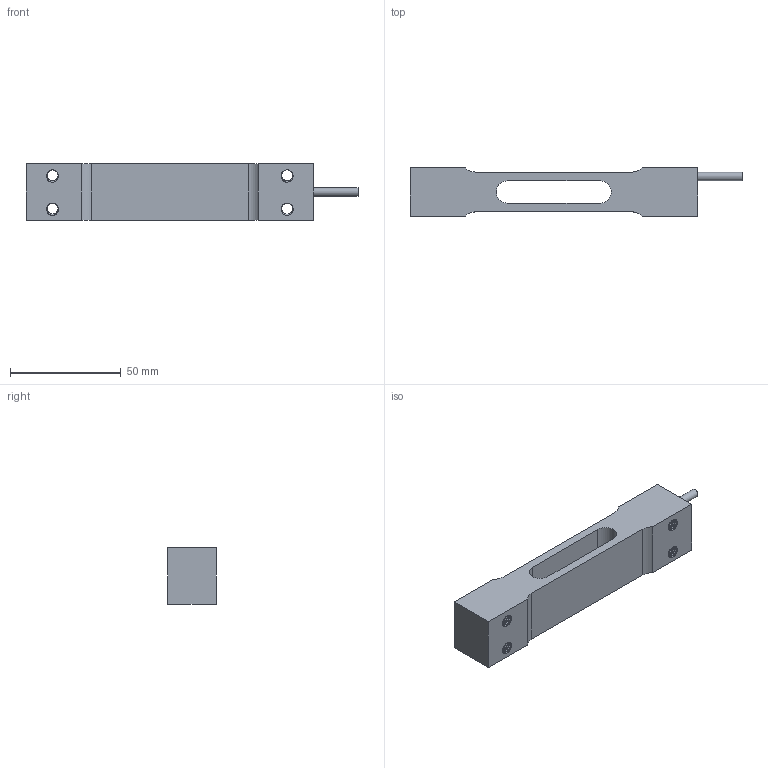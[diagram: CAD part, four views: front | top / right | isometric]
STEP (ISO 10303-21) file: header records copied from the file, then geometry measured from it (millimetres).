
FILE_DESCRIPTION(/* description */ (''),/* implementation_level */ '2;1');
FILE_NAME(/* name */ '108BA-(3-30)kg v1.step',/* time_stamp */ '2020-01-27T14:22:54-08:00',/* author */ (''),/* organization */ (''),/* preprocessor_version */ 'ST-DEVELOPER v18',/* originating_system */ 'Autodesk Translation Framework v8.12.0.6',/* authorisation */ '');
FILE_SCHEMA (('AUTOMOTIVE_DESIGN { 1 0 10303 214 3 1 1 }'));
Length unit declared in the file: millimetre
Products named in the file (1): 108BA-(3-30)kg
Bounding box: 150 x 22 x 25.4 mm (x, y, z)
Volume: 50825.1 mm3; surface area: 17721.5 mm2
Topology: 1 solids, 1 shells, 252 faces, 667 edges, 418 vertices
Faces by surface type: cylinder 231, plane 13, bspline 8
Full cylindrical faces by diameter (mm): 3.8 x1, 5.035 x104, 6.147 x104
Entity records: 18430 total; most frequent: CARTESIAN_POINT 12946, ORIENTED_EDGE 1334, DIRECTION 803, EDGE_CURVE 667, VERTEX_POINT 418, B_SPLINE_CURVE_WITH_KNOTS 384, AXIS2_PLACEMENT_3D 275, EDGE_LOOP 263
